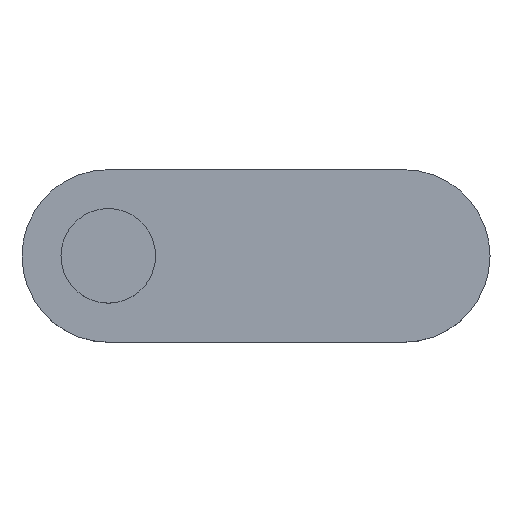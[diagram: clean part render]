
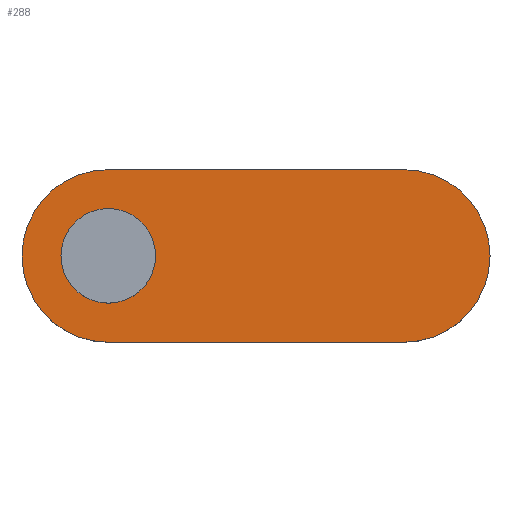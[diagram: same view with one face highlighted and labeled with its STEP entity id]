
A CAD part, top view. The second image highlights one B-rep face of the part: STEP entity #288.
In plain terms, the highlighted planar face has unit normal (0, 0, 1).
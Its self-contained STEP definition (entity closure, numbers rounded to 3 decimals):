
#2 = AXIS2_PLACEMENT_3D ( 'NONE', #391, #322, #298 ) ;
#4 = CARTESIAN_POINT ( 'NONE',  ( 40., 0., 55. ) ) ;
#15 = EDGE_LOOP ( 'NONE', ( #188, #149, #77, #347, #286 ) ) ;
#18 = PLANE ( 'NONE',  #63 ) ;
#19 = AXIS2_PLACEMENT_3D ( 'NONE', #356, #93, #295 ) ;
#20 = ORIENTED_EDGE ( 'NONE', *, *, #144, .F. ) ;
#27 = CARTESIAN_POINT ( 'NONE',  ( 0., 73., 55. ) ) ;
#42 = AXIS2_PLACEMENT_3D ( 'NONE', #130, #161, #91 ) ;
#43 = VECTOR ( 'NONE', #405, 1000. ) ;
#51 = DIRECTION ( 'NONE',  ( 1., 0., 0. ) ) ;
#63 = AXIS2_PLACEMENT_3D ( 'NONE', #258, #223, #51 ) ;
#69 = CARTESIAN_POINT ( 'NONE',  ( 0., -73., 55. ) ) ;
#75 = EDGE_CURVE ( 'NONE', #156, #119, #303, .T. ) ;
#77 = ORIENTED_EDGE ( 'NONE', *, *, #418, .T. ) ;
#84 = CARTESIAN_POINT ( 'NONE',  ( -73., 0., 55. ) ) ;
#87 = LINE ( 'NONE', #69, #262 ) ;
#91 = DIRECTION ( 'NONE',  ( 1., 0., 0. ) ) ;
#93 = DIRECTION ( 'NONE',  ( 0., 0., 1. ) ) ;
#95 = CARTESIAN_POINT ( 'NONE',  ( 0., 0., 55. ) ) ;
#105 = CIRCLE ( 'NONE', #381, 40. ) ;
#113 = EDGE_CURVE ( 'NONE', #291, #235, #251, .T. ) ;
#119 = VERTEX_POINT ( 'NONE', #432 ) ;
#130 = CARTESIAN_POINT ( 'NONE',  ( 0., 0., 55. ) ) ;
#142 = CIRCLE ( 'NONE', #2, 73. ) ;
#143 = DIRECTION ( 'NONE',  ( 0., 0., 1. ) ) ;
#144 = EDGE_CURVE ( 'NONE', #434, #168, #105, .T. ) ;
#149 = ORIENTED_EDGE ( 'NONE', *, *, #113, .T. ) ;
#156 = VERTEX_POINT ( 'NONE', #366 ) ;
#161 = DIRECTION ( 'NONE',  ( 0., 0., 1. ) ) ;
#168 = VERTEX_POINT ( 'NONE', #398 ) ;
#188 = ORIENTED_EDGE ( 'NONE', *, *, #255, .T. ) ;
#205 = CARTESIAN_POINT ( 'NONE',  ( 0., 0., 55. ) ) ;
#217 = ORIENTED_EDGE ( 'NONE', *, *, #309, .F. ) ;
#223 = DIRECTION ( 'NONE',  ( 0., 0., 1. ) ) ;
#227 = EDGE_LOOP ( 'NONE', ( #217, #20 ) ) ;
#233 = DIRECTION ( 'NONE',  ( 1., 0., 0. ) ) ;
#235 = VERTEX_POINT ( 'NONE', #357 ) ;
#251 = CIRCLE ( 'NONE', #42, 73. ) ;
#255 = EDGE_CURVE ( 'NONE', #277, #291, #142, .T. ) ;
#256 = AXIS2_PLACEMENT_3D ( 'NONE', #205, #143, #233 ) ;
#258 = CARTESIAN_POINT ( 'NONE',  ( 0., 0., 55. ) ) ;
#262 = VECTOR ( 'NONE', #377, 1000. ) ;
#277 = VERTEX_POINT ( 'NONE', #27 ) ;
#279 = FACE_OUTER_BOUND ( 'NONE', #15, .T. ) ;
#286 = ORIENTED_EDGE ( 'NONE', *, *, #307, .T. ) ;
#288 = ADVANCED_FACE ( 'NONE', ( #279, #306 ), #18, .T. ) ;
#291 = VERTEX_POINT ( 'NONE', #84 ) ;
#295 = DIRECTION ( 'NONE',  ( 1., 0., 0. ) ) ;
#298 = DIRECTION ( 'NONE',  ( 1., 0., 0. ) ) ;
#301 = DIRECTION ( 'NONE',  ( 0., 0., 1. ) ) ;
#303 = CIRCLE ( 'NONE', #19, 73. ) ;
#306 = FACE_BOUND ( 'NONE', #227, .T. ) ;
#307 = EDGE_CURVE ( 'NONE', #119, #277, #392, .T. ) ;
#309 = EDGE_CURVE ( 'NONE', #168, #434, #380, .T. ) ;
#322 = DIRECTION ( 'NONE',  ( 0., 0., 1. ) ) ;
#347 = ORIENTED_EDGE ( 'NONE', *, *, #75, .T. ) ;
#356 = CARTESIAN_POINT ( 'NONE',  ( 250., 0., 55. ) ) ;
#357 = CARTESIAN_POINT ( 'NONE',  ( 0., -73., 55. ) ) ;
#366 = CARTESIAN_POINT ( 'NONE',  ( 250., -73., 55. ) ) ;
#373 = CARTESIAN_POINT ( 'NONE',  ( 0., 73., 55. ) ) ;
#377 = DIRECTION ( 'NONE',  ( 1., 0., 0. ) ) ;
#380 = CIRCLE ( 'NONE', #256, 40. ) ;
#381 = AXIS2_PLACEMENT_3D ( 'NONE', #95, #301, #435 ) ;
#391 = CARTESIAN_POINT ( 'NONE',  ( 0., 0., 55. ) ) ;
#392 = LINE ( 'NONE', #373, #43 ) ;
#398 = CARTESIAN_POINT ( 'NONE',  ( -40., 0., 55. ) ) ;
#405 = DIRECTION ( 'NONE',  ( -1., 0., 0. ) ) ;
#418 = EDGE_CURVE ( 'NONE', #235, #156, #87, .T. ) ;
#432 = CARTESIAN_POINT ( 'NONE',  ( 250., 73., 55. ) ) ;
#434 = VERTEX_POINT ( 'NONE', #4 ) ;
#435 = DIRECTION ( 'NONE',  ( 1., 0., 0. ) ) ;
